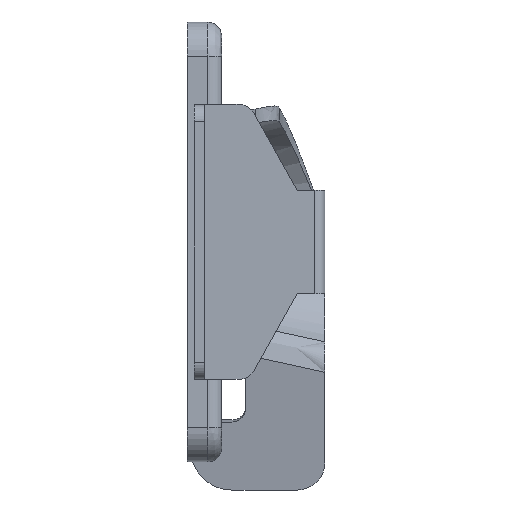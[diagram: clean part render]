
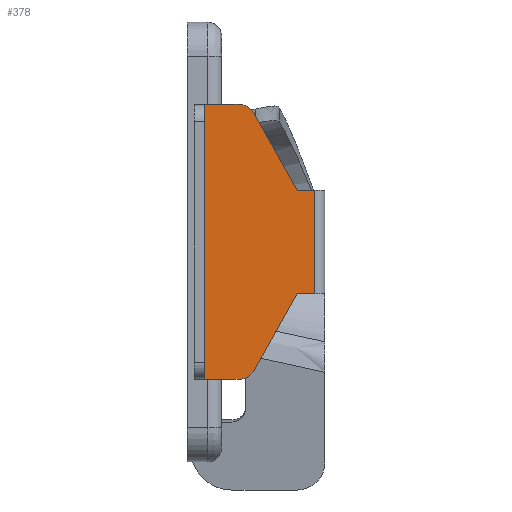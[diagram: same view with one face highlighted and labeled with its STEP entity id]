
A CAD part, left-side view. The second image highlights one B-rep face of the part: STEP entity #378.
In plain terms, the highlighted planar face has unit normal (-1, 0, 0).
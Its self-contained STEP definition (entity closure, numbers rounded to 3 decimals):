
#378=ADVANCED_FACE('',(#2337),#2336,.F.);
#2336=PLANE('',#4354);
#2337=FACE_OUTER_BOUND('',#4355,.T.);
#4351=CARTESIAN_POINT('',(12.3,-19.1,24.));
#4352=DIRECTION('',(1.,0.,0.));
#4353=DIRECTION('',(0.,0.,-1.));
#4354=AXIS2_PLACEMENT_3D('',#4351,#4352,#4353);
#4355=EDGE_LOOP('',(#5441,#5442,#5443,#5444,#5445,#5446,#5447,#5448,#5449,#5450));
#5441=ORIENTED_EDGE('',*,*,#6067,.T.);
#5442=ORIENTED_EDGE('',*,*,#6068,.T.);
#5443=ORIENTED_EDGE('',*,*,#6069,.F.);
#5444=ORIENTED_EDGE('',*,*,#6070,.T.);
#5445=ORIENTED_EDGE('',*,*,#6071,.F.);
#5446=ORIENTED_EDGE('',*,*,#6072,.T.);
#5447=ORIENTED_EDGE('',*,*,#6032,.T.);
#5448=ORIENTED_EDGE('',*,*,#6073,.T.);
#5449=ORIENTED_EDGE('',*,*,#6074,.F.);
#5450=ORIENTED_EDGE('',*,*,#6075,.T.);
#6032=EDGE_CURVE('',#9183,#9184,#9185,.T.);
#6067=EDGE_CURVE('',#9421,#9422,#9423,.T.);
#6068=EDGE_CURVE('',#9422,#9429,#9430,.T.);
#6069=EDGE_CURVE('',#9436,#9429,#9437,.T.);
#6070=EDGE_CURVE('',#9436,#9443,#9444,.T.);
#6071=EDGE_CURVE('',#9450,#9443,#9451,.T.);
#6072=EDGE_CURVE('',#9450,#9183,#9457,.T.);
#6073=EDGE_CURVE('',#9184,#9463,#9464,.T.);
#6074=EDGE_CURVE('',#9470,#9463,#9471,.T.);
#6075=EDGE_CURVE('',#9470,#9421,#9477,.T.);
#9183=VERTEX_POINT('',#11803);
#9184=VERTEX_POINT('',#11804);
#9185=LINE('',#11805,#11806);
#9421=VERTEX_POINT('',#11964);
#9422=VERTEX_POINT('',#11965);
#9423=LINE('',#11966,#11967);
#9429=VERTEX_POINT('',#11969);
#9430=LINE('',#11970,#11971);
#9436=VERTEX_POINT('',#11973);
#9437=LINE('',#11974,#11975);
#9443=VERTEX_POINT('',#11977);
#9444=LINE('',#11978,#11979);
#9450=VERTEX_POINT('',#11981);
#9451=CIRCLE('',#11985,2.5);
#9457=LINE('',#11986,#11987);
#9463=VERTEX_POINT('',#11989);
#9464=LINE('',#11990,#11991);
#9470=VERTEX_POINT('',#11993);
#9471=CIRCLE('',#11997,2.5);
#9477=LINE('',#11998,#11999);
#11803=CARTESIAN_POINT('',(12.3,-1.5,20.));
#11804=CARTESIAN_POINT('',(12.3,-1.5,-20.));
#11805=CARTESIAN_POINT('',(12.3,-1.5,20.));
#11806=VECTOR('',#11807,40.);
#11807=DIRECTION('',(0.,0.,-1.));
#11964=CARTESIAN_POINT('',(12.3,-15.,-7.5));
#11965=CARTESIAN_POINT('',(12.3,-17.5,-7.5));
#11966=CARTESIAN_POINT('',(12.3,-15.,-7.5));
#11967=VECTOR('',#11968,2.5);
#11968=DIRECTION('',(0.,-1.,0.));
#11969=CARTESIAN_POINT('',(12.3,-17.5,7.5));
#11970=CARTESIAN_POINT('',(12.3,-17.5,-7.5));
#11971=VECTOR('',#11972,15.);
#11972=DIRECTION('',(0.,0.,1.));
#11973=CARTESIAN_POINT('',(12.3,-15.,7.5));
#11974=CARTESIAN_POINT('',(12.3,-15.,7.5));
#11975=VECTOR('',#11976,2.5);
#11976=DIRECTION('',(0.,-1.,0.));
#11977=CARTESIAN_POINT('',(12.3,-8.716,18.722));
#11978=CARTESIAN_POINT('',(12.3,-15.,7.5));
#11979=VECTOR('',#11980,12.861);
#11980=DIRECTION('',(0.,0.489,0.873));
#11981=CARTESIAN_POINT('',(12.3,-6.535,20.));
#11982=CARTESIAN_POINT('',(12.3,-6.535,17.5));
#11983=DIRECTION('',(1.,0.,0.));
#11984=DIRECTION('',(0.,0.,1.));
#11985=AXIS2_PLACEMENT_3D('',#11982,#11983,#11984);
#11986=CARTESIAN_POINT('',(12.3,-6.535,20.));
#11987=VECTOR('',#11988,5.035);
#11988=DIRECTION('',(0.,1.,0.));
#11989=CARTESIAN_POINT('',(12.3,-6.535,-20.));
#11990=CARTESIAN_POINT('',(12.3,-1.5,-20.));
#11991=VECTOR('',#11992,5.035);
#11992=DIRECTION('',(0.,-1.,0.));
#11993=CARTESIAN_POINT('',(12.3,-8.716,-18.722));
#11994=CARTESIAN_POINT('',(12.3,-6.535,-17.5));
#11995=DIRECTION('',(1.,0.,0.));
#11996=DIRECTION('',(0.,0.,1.));
#11997=AXIS2_PLACEMENT_3D('',#11994,#11995,#11996);
#11998=CARTESIAN_POINT('',(12.3,-8.716,-18.722));
#11999=VECTOR('',#12000,12.861);
#12000=DIRECTION('',(0.,-0.489,0.873));
